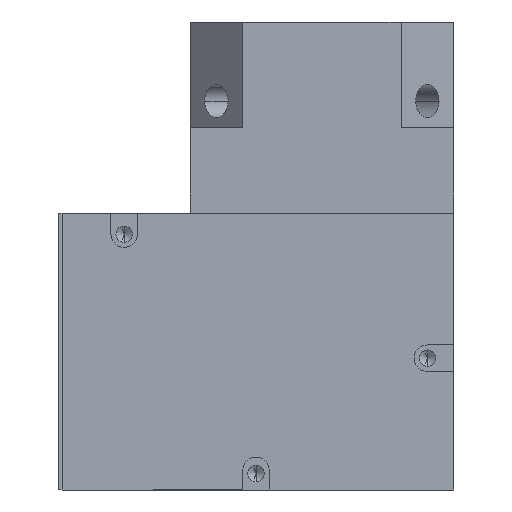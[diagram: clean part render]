
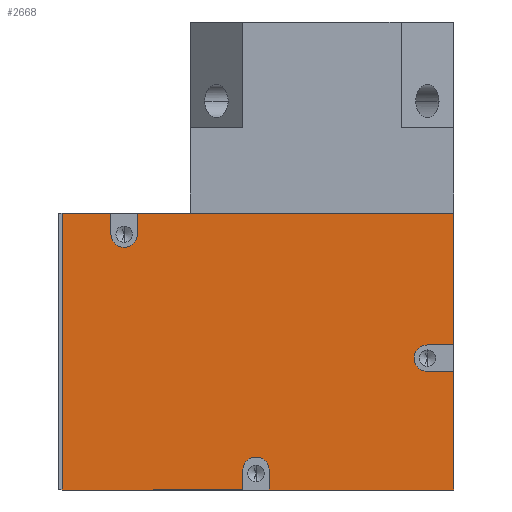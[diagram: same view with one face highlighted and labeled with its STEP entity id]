
A CAD part, front view. The second image highlights one B-rep face of the part: STEP entity #2668.
In plain terms, the highlighted face is planar.
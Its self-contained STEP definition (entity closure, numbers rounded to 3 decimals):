
#9 = DIRECTION ( 'NONE',  ( 0., 1., 0. ) ) ;
#30 = VERTEX_POINT ( 'NONE', #436 ) ;
#108 = DIRECTION ( 'NONE',  ( 1., 0., 0. ) ) ;
#171 = EDGE_CURVE ( 'NONE', #3313, #2311, #1980, .T. ) ;
#226 = ORIENTED_EDGE ( 'NONE', *, *, #1690, .T. ) ;
#230 = VECTOR ( 'NONE', #3092, 1000. ) ;
#243 = CARTESIAN_POINT ( 'NONE',  ( -14.85, 10.5, 2. ) ) ;
#267 = CARTESIAN_POINT ( 'NONE',  ( 0.85, -9., 2. ) ) ;
#288 = LINE ( 'NONE', #1995, #3016 ) ;
#301 = LINE ( 'NONE', #2853, #230 ) ;
#373 = LINE ( 'NONE', #243, #2501 ) ;
#374 = DIRECTION ( 'NONE',  ( 0., -1., 0. ) ) ;
#380 = VERTEX_POINT ( 'NONE', #3261 ) ;
#388 = CARTESIAN_POINT ( 'NONE',  ( -14.85, -10.5, 2. ) ) ;
#397 = CARTESIAN_POINT ( 'NONE',  ( -11.15, 8.9, 2. ) ) ;
#407 = CARTESIAN_POINT ( 'NONE',  ( 14.85, 10.5, 2. ) ) ;
#436 = CARTESIAN_POINT ( 'NONE',  ( 14.85, 0.5, 2. ) ) ;
#441 = CARTESIAN_POINT ( 'NONE',  ( 12.85, -0.5, 2. ) ) ;
#509 = VECTOR ( 'NONE', #1371, 1000. ) ;
#552 = CIRCLE ( 'NONE', #1114, 1. ) ;
#603 = EDGE_CURVE ( 'NONE', #2051, #3313, #1838, .T. ) ;
#654 = ORIENTED_EDGE ( 'NONE', *, *, #2359, .F. ) ;
#658 = DIRECTION ( 'NONE',  ( -1., 0., 0. ) ) ;
#663 = CARTESIAN_POINT ( 'NONE',  ( 12.85, 0.5, 2. ) ) ;
#711 = CARTESIAN_POINT ( 'NONE',  ( -10.15, 8.9, 2. ) ) ;
#712 = CARTESIAN_POINT ( 'NONE',  ( 0.85, -10.5, 2. ) ) ;
#714 = ORIENTED_EDGE ( 'NONE', *, *, #1771, .F. ) ;
#718 = DIRECTION ( 'NONE',  ( 1., 0., 0. ) ) ;
#722 = FACE_OUTER_BOUND ( 'NONE', #2028, .T. ) ;
#738 = DIRECTION ( 'NONE',  ( 1., 0., 0. ) ) ;
#794 = VERTEX_POINT ( 'NONE', #876 ) ;
#809 = VECTOR ( 'NONE', #2229, 1000. ) ;
#851 = AXIS2_PLACEMENT_3D ( 'NONE', #711, #2561, #985 ) ;
#876 = CARTESIAN_POINT ( 'NONE',  ( -11.15, 10.5, 2. ) ) ;
#888 = CIRCLE ( 'NONE', #2361, 1. ) ;
#895 = VERTEX_POINT ( 'NONE', #2231 ) ;
#905 = EDGE_CURVE ( 'NONE', #794, #2744, #2587, .T. ) ;
#909 = CARTESIAN_POINT ( 'NONE',  ( 14.85, -10.5, 2. ) ) ;
#958 = DIRECTION ( 'NONE',  ( 0., -1., 0. ) ) ;
#961 = DIRECTION ( 'NONE',  ( -1., 0., 0. ) ) ;
#985 = DIRECTION ( 'NONE',  ( 1., 0., 0. ) ) ;
#996 = EDGE_CURVE ( 'NONE', #2702, #2311, #288, .T. ) ;
#1059 = ORIENTED_EDGE ( 'NONE', *, *, #905, .F. ) ;
#1062 = VECTOR ( 'NONE', #9, 1000. ) ;
#1087 = VERTEX_POINT ( 'NONE', #2564 ) ;
#1101 = VECTOR ( 'NONE', #1234, 1000. ) ;
#1114 = AXIS2_PLACEMENT_3D ( 'NONE', #441, #2293, #718 ) ;
#1116 = VERTEX_POINT ( 'NONE', #1850 ) ;
#1171 = DIRECTION ( 'NONE',  ( 0., 0., 1. ) ) ;
#1187 = CARTESIAN_POINT ( 'NONE',  ( -11.15, 12.32, 2. ) ) ;
#1193 = LINE ( 'NONE', #2566, #1101 ) ;
#1234 = DIRECTION ( 'NONE',  ( 0., 1., 0. ) ) ;
#1264 = VERTEX_POINT ( 'NONE', #3167 ) ;
#1314 = ORIENTED_EDGE ( 'NONE', *, *, #2032, .F. ) ;
#1371 = DIRECTION ( 'NONE',  ( 0., -1., 0. ) ) ;
#1375 = ORIENTED_EDGE ( 'NONE', *, *, #3317, .T. ) ;
#1412 = EDGE_CURVE ( 'NONE', #1087, #2702, #888, .T. ) ;
#1426 = CARTESIAN_POINT ( 'NONE',  ( 12.85, -1.5, 2. ) ) ;
#1433 = ORIENTED_EDGE ( 'NONE', *, *, #1819, .T. ) ;
#1441 = AXIS2_PLACEMENT_3D ( 'NONE', #407, #2534, #961 ) ;
#1451 = CARTESIAN_POINT ( 'NONE',  ( -1.15, -10.5, 2. ) ) ;
#1469 = EDGE_CURVE ( 'NONE', #30, #895, #2195, .T. ) ;
#1478 = CARTESIAN_POINT ( 'NONE',  ( -14.85, -10.5, 2. ) ) ;
#1494 = CARTESIAN_POINT ( 'NONE',  ( -1.15, -9., 2. ) ) ;
#1561 = LINE ( 'NONE', #663, #2799 ) ;
#1569 = VERTEX_POINT ( 'NONE', #2774 ) ;
#1597 = VERTEX_POINT ( 'NONE', #2007 ) ;
#1649 = ORIENTED_EDGE ( 'NONE', *, *, #1412, .F. ) ;
#1690 = EDGE_CURVE ( 'NONE', #2845, #2385, #2847, .T. ) ;
#1731 = DIRECTION ( 'NONE',  ( -1., 0., 0. ) ) ;
#1743 = DIRECTION ( 'NONE',  ( 1., 0., 0. ) ) ;
#1771 = EDGE_CURVE ( 'NONE', #380, #1264, #552, .T. ) ;
#1807 = LINE ( 'NONE', #1426, #2417 ) ;
#1817 = ORIENTED_EDGE ( 'NONE', *, *, #1872, .F. ) ;
#1819 = EDGE_CURVE ( 'NONE', #2385, #1597, #1193, .T. ) ;
#1838 = LINE ( 'NONE', #2945, #509 ) ;
#1850 = CARTESIAN_POINT ( 'NONE',  ( -9.15, 10.5, 2. ) ) ;
#1872 = EDGE_CURVE ( 'NONE', #1569, #1116, #301, .T. ) ;
#1945 = ORIENTED_EDGE ( 'NONE', *, *, #2984, .T. ) ;
#1980 = LINE ( 'NONE', #1988, #3272 ) ;
#1988 = CARTESIAN_POINT ( 'NONE',  ( -14.85, -10.5, 2. ) ) ;
#1995 = CARTESIAN_POINT ( 'NONE',  ( -1.15, -9., 2. ) ) ;
#2007 = CARTESIAN_POINT ( 'NONE',  ( 14.85, -1.5, 2. ) ) ;
#2028 = EDGE_LOOP ( 'NONE', ( #1649, #1314, #226, #1433, #3022, #714, #654, #2867, #1945, #1817, #2470, #1059, #1375, #2893, #3227, #2155 ) ) ;
#2032 = EDGE_CURVE ( 'NONE', #2845, #1087, #3142, .T. ) ;
#2051 = VERTEX_POINT ( 'NONE', #2914 ) ;
#2061 = VECTOR ( 'NONE', #1743, 1000. ) ;
#2091 = DIRECTION ( 'NONE',  ( -1., 0., 0. ) ) ;
#2131 = CARTESIAN_POINT ( 'NONE',  ( 14.85, -10.5, 2. ) ) ;
#2155 = ORIENTED_EDGE ( 'NONE', *, *, #996, .F. ) ;
#2195 = LINE ( 'NONE', #909, #809 ) ;
#2219 = EDGE_CURVE ( 'NONE', #1264, #1597, #1807, .T. ) ;
#2229 = DIRECTION ( 'NONE',  ( 0., 1., 0. ) ) ;
#2231 = CARTESIAN_POINT ( 'NONE',  ( 14.85, 10.5, 2. ) ) ;
#2263 = PLANE ( 'NONE',  #1441 ) ;
#2293 = DIRECTION ( 'NONE',  ( 0., 0., 1. ) ) ;
#2311 = VERTEX_POINT ( 'NONE', #1451 ) ;
#2359 = EDGE_CURVE ( 'NONE', #30, #380, #1561, .T. ) ;
#2361 = AXIS2_PLACEMENT_3D ( 'NONE', #2747, #1171, #3000 ) ;
#2385 = VERTEX_POINT ( 'NONE', #2131 ) ;
#2417 = VECTOR ( 'NONE', #108, 1000. ) ;
#2470 = ORIENTED_EDGE ( 'NONE', *, *, #2700, .F. ) ;
#2501 = VECTOR ( 'NONE', #2091, 1000. ) ;
#2534 = DIRECTION ( 'NONE',  ( 0., 0., -1. ) ) ;
#2561 = DIRECTION ( 'NONE',  ( 0., 0., 1. ) ) ;
#2564 = CARTESIAN_POINT ( 'NONE',  ( 0.85, -9., 2. ) ) ;
#2566 = CARTESIAN_POINT ( 'NONE',  ( 14.85, -10.5, 2. ) ) ;
#2578 = CIRCLE ( 'NONE', #851, 1. ) ;
#2587 = LINE ( 'NONE', #1187, #3254 ) ;
#2668 = ADVANCED_FACE ( 'NONE', ( #722 ), #2263, .F. ) ;
#2700 = EDGE_CURVE ( 'NONE', #2744, #1569, #2578, .T. ) ;
#2702 = VERTEX_POINT ( 'NONE', #1494 ) ;
#2744 = VERTEX_POINT ( 'NONE', #397 ) ;
#2747 = CARTESIAN_POINT ( 'NONE',  ( -0.15, -9., 2. ) ) ;
#2774 = CARTESIAN_POINT ( 'NONE',  ( -9.15, 8.9, 2. ) ) ;
#2799 = VECTOR ( 'NONE', #1731, 1000. ) ;
#2845 = VERTEX_POINT ( 'NONE', #712 ) ;
#2847 = LINE ( 'NONE', #1478, #2061 ) ;
#2853 = CARTESIAN_POINT ( 'NONE',  ( -9.15, 12.32, 2. ) ) ;
#2867 = ORIENTED_EDGE ( 'NONE', *, *, #1469, .T. ) ;
#2893 = ORIENTED_EDGE ( 'NONE', *, *, #603, .T. ) ;
#2914 = CARTESIAN_POINT ( 'NONE',  ( -14.85, 10.5, 2. ) ) ;
#2945 = CARTESIAN_POINT ( 'NONE',  ( -14.85, -10.5, 2. ) ) ;
#2984 = EDGE_CURVE ( 'NONE', #895, #1116, #373, .T. ) ;
#3000 = DIRECTION ( 'NONE',  ( 1., 0., 0. ) ) ;
#3016 = VECTOR ( 'NONE', #958, 1000. ) ;
#3022 = ORIENTED_EDGE ( 'NONE', *, *, #2219, .F. ) ;
#3092 = DIRECTION ( 'NONE',  ( 0., 1., 0. ) ) ;
#3131 = VECTOR ( 'NONE', #658, 1000. ) ;
#3142 = LINE ( 'NONE', #267, #1062 ) ;
#3167 = CARTESIAN_POINT ( 'NONE',  ( 12.85, -1.5, 2. ) ) ;
#3227 = ORIENTED_EDGE ( 'NONE', *, *, #171, .T. ) ;
#3254 = VECTOR ( 'NONE', #374, 1000. ) ;
#3261 = CARTESIAN_POINT ( 'NONE',  ( 12.85, 0.5, 2. ) ) ;
#3267 = CARTESIAN_POINT ( 'NONE',  ( -14.85, 10.5, 2. ) ) ;
#3272 = VECTOR ( 'NONE', #738, 1000. ) ;
#3293 = LINE ( 'NONE', #3267, #3131 ) ;
#3313 = VERTEX_POINT ( 'NONE', #388 ) ;
#3317 = EDGE_CURVE ( 'NONE', #794, #2051, #3293, .T. ) ;
